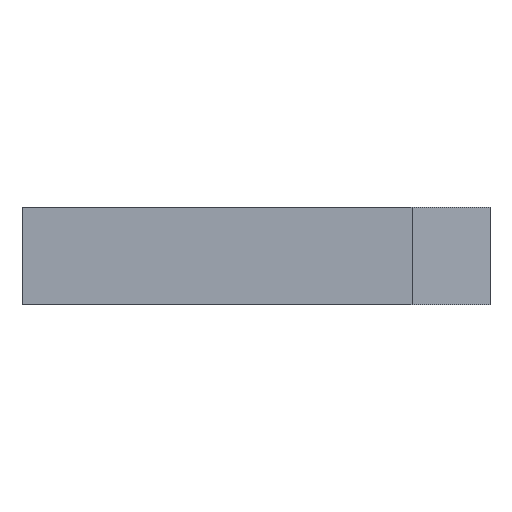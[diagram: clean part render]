
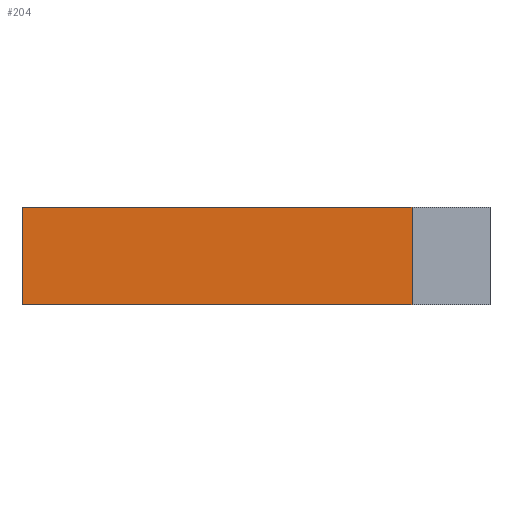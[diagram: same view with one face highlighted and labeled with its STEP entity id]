
A CAD part, front view. The second image highlights one B-rep face of the part: STEP entity #204.
In plain terms, the highlighted planar face has unit normal (0, -1, 0).
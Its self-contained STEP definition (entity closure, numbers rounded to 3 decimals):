
#92 = CARTESIAN_POINT ( 'NONE',  ( 32., -150., 20. ) ) ;
#101 = VECTOR ( 'NONE', #201, 1000. ) ;
#137 = FACE_OUTER_BOUND ( 'NONE', #1067, .T. ) ;
#169 = AXIS2_PLACEMENT_3D ( 'NONE', #1047, #1200, #299 ) ;
#201 = DIRECTION ( 'NONE',  ( 1., 0., 0. ) ) ;
#204 = ADVANCED_FACE ( 'NONE', ( #137 ), #587, .F. ) ;
#219 = VECTOR ( 'NONE', #931, 1000. ) ;
#227 = CARTESIAN_POINT ( 'NONE',  ( 32., -150., 20. ) ) ;
#267 = VECTOR ( 'NONE', #796, 1000. ) ;
#299 = DIRECTION ( 'NONE',  ( 0., 0., 1. ) ) ;
#315 = CARTESIAN_POINT ( 'NONE',  ( -48., -150., 20. ) ) ;
#417 = ORIENTED_EDGE ( 'NONE', *, *, #506, .T. ) ;
#423 = LINE ( 'NONE', #315, #958 ) ;
#452 = VERTEX_POINT ( 'NONE', #890 ) ;
#484 = ORIENTED_EDGE ( 'NONE', *, *, #1244, .F. ) ;
#503 = ORIENTED_EDGE ( 'NONE', *, *, #566, .T. ) ;
#506 = EDGE_CURVE ( 'NONE', #1116, #1332, #423, .T. ) ;
#551 = LINE ( 'NONE', #227, #267 ) ;
#566 = EDGE_CURVE ( 'NONE', #1332, #452, #580, .T. ) ;
#580 = LINE ( 'NONE', #1385, #219 ) ;
#587 = PLANE ( 'NONE',  #169 ) ;
#764 = DIRECTION ( 'NONE',  ( 0., 0., -1. ) ) ;
#796 = DIRECTION ( 'NONE',  ( 0., 0., 1. ) ) ;
#821 = CARTESIAN_POINT ( 'NONE',  ( -48., -150., 0. ) ) ;
#890 = CARTESIAN_POINT ( 'NONE',  ( 32., -150., 0. ) ) ;
#931 = DIRECTION ( 'NONE',  ( 1., 0., 0. ) ) ;
#958 = VECTOR ( 'NONE', #764, 1000. ) ;
#1047 = CARTESIAN_POINT ( 'NONE',  ( -48., -150., 20. ) ) ;
#1067 = EDGE_LOOP ( 'NONE', ( #503, #1088, #484, #417 ) ) ;
#1088 = ORIENTED_EDGE ( 'NONE', *, *, #1187, .T. ) ;
#1115 = CARTESIAN_POINT ( 'NONE',  ( -48., -150., 20. ) ) ;
#1116 = VERTEX_POINT ( 'NONE', #1115 ) ;
#1118 = VERTEX_POINT ( 'NONE', #92 ) ;
#1131 = CARTESIAN_POINT ( 'NONE',  ( -48., -150., 20. ) ) ;
#1187 = EDGE_CURVE ( 'NONE', #452, #1118, #551, .T. ) ;
#1200 = DIRECTION ( 'NONE',  ( 0., 1., 0. ) ) ;
#1223 = LINE ( 'NONE', #1131, #101 ) ;
#1244 = EDGE_CURVE ( 'NONE', #1116, #1118, #1223, .T. ) ;
#1332 = VERTEX_POINT ( 'NONE', #821 ) ;
#1385 = CARTESIAN_POINT ( 'NONE',  ( -48., -150., 0. ) ) ;
